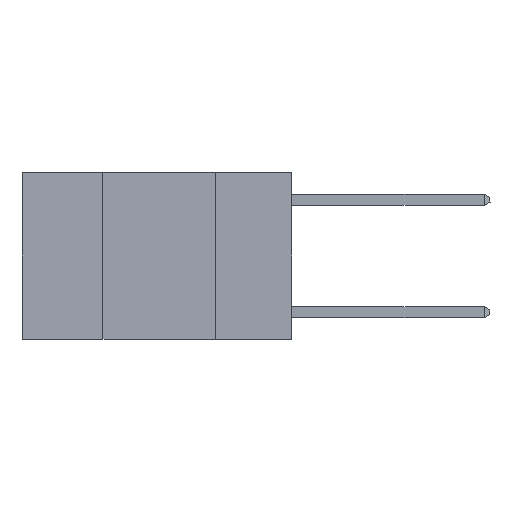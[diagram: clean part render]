
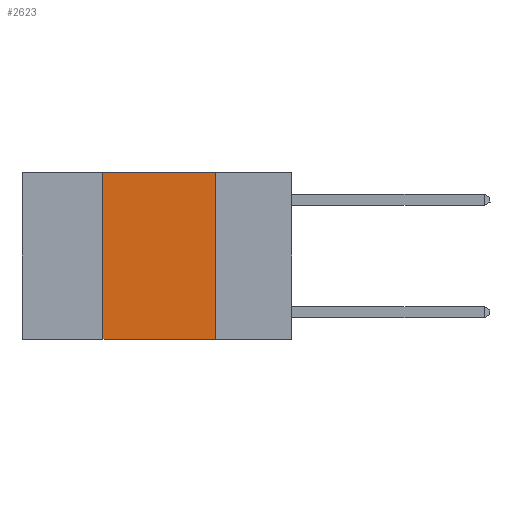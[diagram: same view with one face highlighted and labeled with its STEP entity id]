
A CAD part, left-side view. The second image highlights one B-rep face of the part: STEP entity #2623.
In plain terms, the highlighted planar face has unit normal (-1, 0, 0).
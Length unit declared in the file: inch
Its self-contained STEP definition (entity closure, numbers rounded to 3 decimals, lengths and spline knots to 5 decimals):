
#15 = VECTOR ( 'NONE', #4958, 39.37008 ) ;
#944 = VERTEX_POINT ( 'NONE', #4828 ) ;
#1011 = ORIENTED_EDGE ( 'NONE', *, *, #9492, .F. ) ;
#1645 = VECTOR ( 'NONE', #4640, 39.37008 ) ;
#1678 = EDGE_LOOP ( 'NONE', ( #1011, #6829, #2693, #2992 ) ) ;
#2623 = ADVANCED_FACE ( 'NONE', ( #9493 ), #4458, .F. ) ;
#2693 = ORIENTED_EDGE ( 'NONE', *, *, #2708, .F. ) ;
#2708 = EDGE_CURVE ( 'NONE', #3038, #7879, #6308, .T. ) ;
#2992 = ORIENTED_EDGE ( 'NONE', *, *, #8216, .T. ) ;
#3038 = VERTEX_POINT ( 'NONE', #8656 ) ;
#3786 = VECTOR ( 'NONE', #9199, 39.37008 ) ;
#3982 = CARTESIAN_POINT ( 'NONE',  ( 0., 0.17, -0.37 ) ) ;
#4154 = EDGE_CURVE ( 'NONE', #7879, #944, #10448, .T. ) ;
#4458 = PLANE ( 'NONE',  #5403 ) ;
#4640 = DIRECTION ( 'NONE',  ( 0., 0., 1. ) ) ;
#4828 = CARTESIAN_POINT ( 'NONE',  ( 0., 0.17, 0. ) ) ;
#4958 = DIRECTION ( 'NONE',  ( 0., 0., -1. ) ) ;
#5326 = DIRECTION ( 'NONE',  ( 1., 0., 0. ) ) ;
#5403 = AXIS2_PLACEMENT_3D ( 'NONE', #10960, #5326, #10993 ) ;
#5980 = CARTESIAN_POINT ( 'NONE',  ( 0., 0.6, -0.37 ) ) ;
#6071 = DIRECTION ( 'NONE',  ( 0., -1., 0. ) ) ;
#6294 = LINE ( 'NONE', #5980, #3786 ) ;
#6308 = LINE ( 'NONE', #8776, #1645 ) ;
#6829 = ORIENTED_EDGE ( 'NONE', *, *, #4154, .F. ) ;
#7879 = VERTEX_POINT ( 'NONE', #8874 ) ;
#8216 = EDGE_CURVE ( 'NONE', #3038, #8666, #6294, .T. ) ;
#8326 = VECTOR ( 'NONE', #6071, 39.37008 ) ;
#8503 = CARTESIAN_POINT ( 'NONE',  ( 0., 0.6, 0. ) ) ;
#8656 = CARTESIAN_POINT ( 'NONE',  ( 0., 0.42, -0.37 ) ) ;
#8666 = VERTEX_POINT ( 'NONE', #3982 ) ;
#8776 = CARTESIAN_POINT ( 'NONE',  ( 0., 0.42, 0. ) ) ;
#8874 = CARTESIAN_POINT ( 'NONE',  ( 0., 0.42, 0. ) ) ;
#9075 = CARTESIAN_POINT ( 'NONE',  ( 0., 0.17, 0. ) ) ;
#9199 = DIRECTION ( 'NONE',  ( 0., -1., 0. ) ) ;
#9200 = LINE ( 'NONE', #9075, #15 ) ;
#9492 = EDGE_CURVE ( 'NONE', #944, #8666, #9200, .T. ) ;
#9493 = FACE_OUTER_BOUND ( 'NONE', #1678, .T. ) ;
#10448 = LINE ( 'NONE', #8503, #8326 ) ;
#10960 = CARTESIAN_POINT ( 'NONE',  ( 0., 0.6, 0. ) ) ;
#10993 = DIRECTION ( 'NONE',  ( 0., 0., -1. ) ) ;
